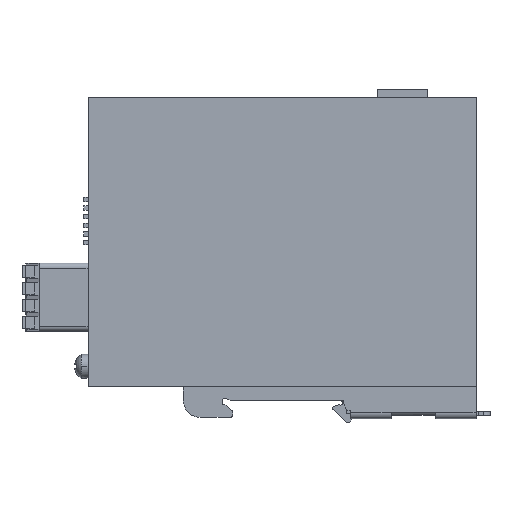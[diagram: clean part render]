
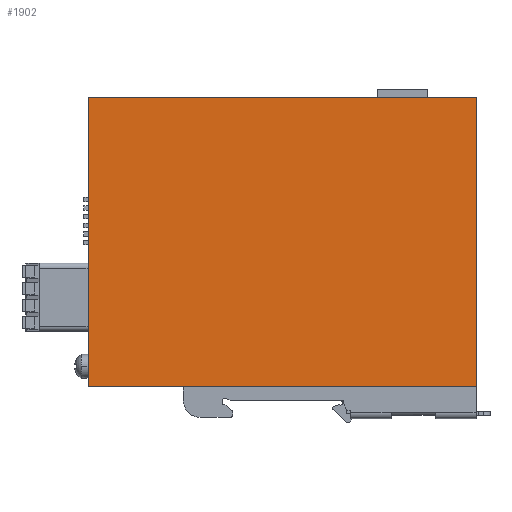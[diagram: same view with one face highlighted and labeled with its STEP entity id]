
A CAD part, left-side view. The second image highlights one B-rep face of the part: STEP entity #1902.
In plain terms, the highlighted planar face has unit normal (-1, 0, 0).
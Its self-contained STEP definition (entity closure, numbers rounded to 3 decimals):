
#1882=AXIS2_PLACEMENT_3D('Plane Axis2P3D',#1879,#1880,#1881) ;
#1456=CARTESIAN_POINT('Vertex',(0.,118.,10.4)) ;
#1459=CARTESIAN_POINT('Line Origine',(0.,118.,52.9)) ;
#1463=CARTESIAN_POINT('Vertex',(0.,118.,95.4)) ;
#1829=CARTESIAN_POINT('Vertex',(0.,4.,10.4)) ;
#1832=CARTESIAN_POINT('Line Origine',(0.,61.,10.4)) ;
#1879=CARTESIAN_POINT('Axis2P3D Location',(0.,118.,10.4)) ;
#1884=CARTESIAN_POINT('Line Origine',(0.,4.,52.9)) ;
#1888=CARTESIAN_POINT('Vertex',(0.,4.,95.4)) ;
#1891=CARTESIAN_POINT('Line Origine',(0.,61.,95.4)) ;
#1460=DIRECTION('Vector Direction',(0.,0.,-1.)) ;
#1833=DIRECTION('Vector Direction',(0.,-1.,0.)) ;
#1880=DIRECTION('Axis2P3D Direction',(-1.,0.,0.)) ;
#1881=DIRECTION('Axis2P3D XDirection',(0.,-1.,0.)) ;
#1885=DIRECTION('Vector Direction',(0.,0.,1.)) ;
#1892=DIRECTION('Vector Direction',(0.,1.,0.)) ;
#1461=VECTOR('Line Direction',#1460,1.) ;
#1834=VECTOR('Line Direction',#1833,1.) ;
#1886=VECTOR('Line Direction',#1885,1.) ;
#1893=VECTOR('Line Direction',#1892,1.) ;
#1897=ORIENTED_EDGE('',*,*,#1836,.F.) ;
#1898=ORIENTED_EDGE('',*,*,#1890,.F.) ;
#1899=ORIENTED_EDGE('',*,*,#1895,.T.) ;
#1900=ORIENTED_EDGE('',*,*,#1465,.T.) ;
#1902=ADVANCED_FACE('SWITCH',(#1901),#1883,.T.) ;
#1465=EDGE_CURVE('',#1464,#1457,#1462,.T.) ;
#1836=EDGE_CURVE('',#1830,#1457,#1835,.F.) ;
#1890=EDGE_CURVE('',#1889,#1830,#1887,.F.) ;
#1895=EDGE_CURVE('',#1889,#1464,#1894,.T.) ;
#1896=EDGE_LOOP('',(#1897,#1898,#1899,#1900)) ;
#1901=FACE_OUTER_BOUND('',#1896,.T.) ;
#1462=LINE('Line',#1459,#1461) ;
#1835=LINE('Line',#1832,#1834) ;
#1887=LINE('Line',#1884,#1886) ;
#1894=LINE('Line',#1891,#1893) ;
#1883=PLANE('',#1882) ;
#1457=VERTEX_POINT('',#1456) ;
#1464=VERTEX_POINT('',#1463) ;
#1830=VERTEX_POINT('',#1829) ;
#1889=VERTEX_POINT('',#1888) ;
